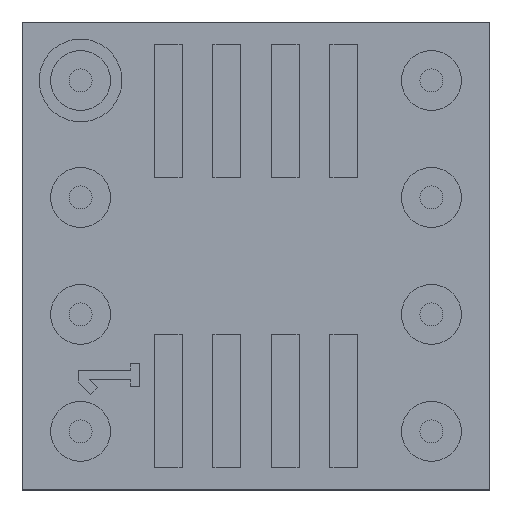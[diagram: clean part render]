
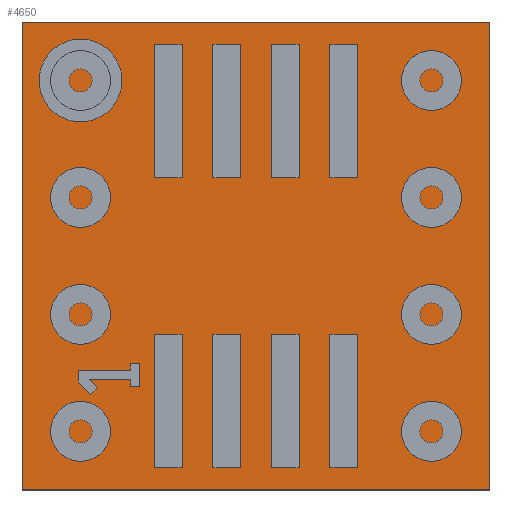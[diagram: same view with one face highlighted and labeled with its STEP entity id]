
A CAD part, top view. The second image highlights one B-rep face of the part: STEP entity #4650.
In plain terms, the highlighted planar face has unit normal (0, 0, 1).
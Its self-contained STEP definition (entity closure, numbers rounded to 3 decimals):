
#4611=CARTESIAN_POINT('',(0.,0.0,3.7));
#4612=DIRECTION('',(0.0,0.0,-1.0));
#4613=DIRECTION('',(1.0,0.0,0.0));
#4614=AXIS2_PLACEMENT_3D('',#4611,#4612,#4613);
#4615=PLANE('',#4614);
#4616=CARTESIAN_POINT('',(5.08,-5.08,3.7));
#4617=VERTEX_POINT('',#4616);
#4618=CARTESIAN_POINT('',(5.08,5.08,3.7));
#4619=VERTEX_POINT('',#4618);
#4620=CARTESIAN_POINT('',(5.08,-5.08,3.7));
#4621=DIRECTION('',(0.0,1.0,0.0));
#4622=VECTOR('',#4621,10.16);
#4623=LINE('',#4620,#4622);
#4624=EDGE_CURVE('',#4617,#4619,#4623,.T.);
#4625=ORIENTED_EDGE('',*,*,#4624,.T.);
#4626=CARTESIAN_POINT('',(-5.08,5.08,3.7));
#4627=VERTEX_POINT('',#4626);
#4628=CARTESIAN_POINT('',(5.08,5.08,3.7));
#4629=DIRECTION('',(-1.0,0.0,0.0));
#4630=VECTOR('',#4629,10.16);
#4631=LINE('',#4628,#4630);
#4632=EDGE_CURVE('',#4619,#4627,#4631,.T.);
#4633=ORIENTED_EDGE('',*,*,#4632,.T.);
#4634=CARTESIAN_POINT('',(-5.08,-5.08,3.7));
#4635=VERTEX_POINT('',#4634);
#4636=CARTESIAN_POINT('',(-5.08,5.08,3.7));
#4637=DIRECTION('',(0.0,-1.0,0.0));
#4638=VECTOR('',#4637,10.16);
#4639=LINE('',#4636,#4638);
#4640=EDGE_CURVE('',#4627,#4635,#4639,.T.);
#4641=ORIENTED_EDGE('',*,*,#4640,.T.);
#4642=CARTESIAN_POINT('',(-5.08,-5.08,3.7));
#4643=DIRECTION('',(1.0,0.0,0.0));
#4644=VECTOR('',#4643,10.16);
#4645=LINE('',#4642,#4644);
#4646=EDGE_CURVE('',#4635,#4617,#4645,.T.);
#4647=ORIENTED_EDGE('',*,*,#4646,.T.);
#4648=EDGE_LOOP('',(#4625,#4633,#4641,#4647));
#4649=FACE_OUTER_BOUND('',#4648,.T.);
#4650=ADVANCED_FACE('',(#4649),#4615,.F.);
